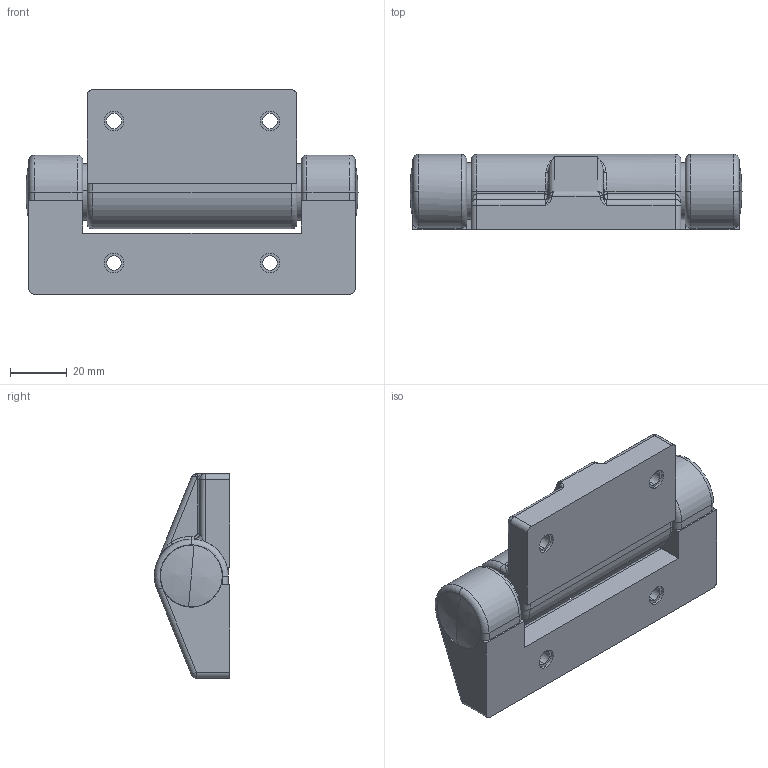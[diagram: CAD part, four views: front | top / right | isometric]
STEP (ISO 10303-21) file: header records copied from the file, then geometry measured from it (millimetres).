
FILE_DESCRIPTION (( 'STEP AP203' ), '1' );
FILE_NAME ('HG-JHW_1.step', '2013-11-12T07:18:49', ( ' ' ), ( '' ), 'SwSTEP 2.0', 'SolidWorks 2011', '' );
FILE_SCHEMA (( 'CONFIG_CONTROL_DESIGN' ));
Length unit declared in the file: millimetre
Products named in the file (5): SC170-05153_HG-JHWŒ^_Ž²‘¤ƒuƒ‰ƒPƒbƒg; HG-JHW_1; キャップ; UDH20組立; SC170-05154_HG-JHW型_本体側ブラケット
Assembly tree (6 placements, depth 2):
  HG-JHW_1
    SC170-05153_HG-JHWŒ^_Ž²‘¤ƒuƒ‰ƒPƒbƒg
    UDH20組立  x2
    キャップ  x2
    SC170-05154_HG-JHW型_本体側ブラケット
Bounding box: 117 x 26.5 x 72 mm (x, y, z)
Volume: 107359.8 mm3; surface area: 40530 mm2
Topology: 6 solids, 6 shells, 244 faces, 566 edges, 338 vertices
Faces by surface type: cylinder 110, plane 59, torus 31, bspline 18, sphere 14, cone 12
Entity records: 6721 total; most frequent: CARTESIAN_POINT 1650, DIRECTION 1013, ORIENTED_EDGE 908, EDGE_CURVE 454, AXIS2_PLACEMENT_3D 415, VERTEX_POINT 274, CIRCLE 225, EDGE_LOOP 224
